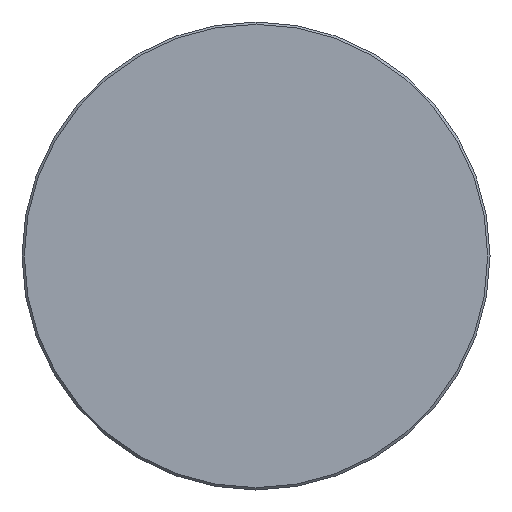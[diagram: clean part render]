
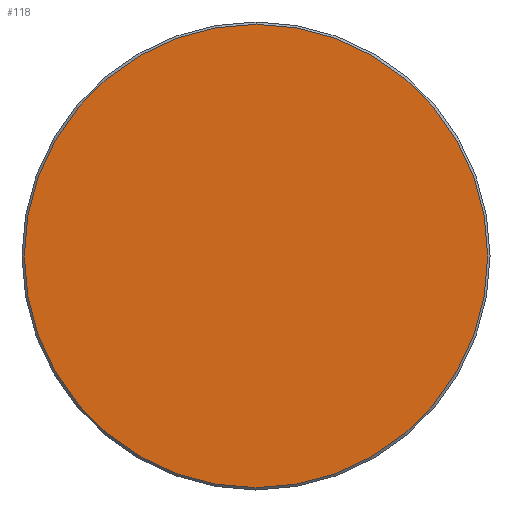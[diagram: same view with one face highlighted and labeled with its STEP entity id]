
A CAD part, left-side view. The second image highlights one B-rep face of the part: STEP entity #118.
In plain terms, the highlighted planar face has unit normal (-1, 0, 0).
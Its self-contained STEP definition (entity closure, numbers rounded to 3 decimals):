
#1 = CARTESIAN_POINT ( 'NONE',  ( -9.9, 0., 25.15 ) ) ;
#14 = AXIS2_PLACEMENT_3D ( 'NONE', #100, #152, #185 ) ;
#19 = DIRECTION ( 'NONE',  ( 0., 0., -1. ) ) ;
#43 = FACE_OUTER_BOUND ( 'NONE', #68, .T. ) ;
#47 = VERTEX_POINT ( 'NONE', #1 ) ;
#48 = CARTESIAN_POINT ( 'NONE',  ( -9.9, 0., 0. ) ) ;
#57 = AXIS2_PLACEMENT_3D ( 'NONE', #48, #240, #133 ) ;
#68 = EDGE_LOOP ( 'NONE', ( #83, #93 ) ) ;
#83 = ORIENTED_EDGE ( 'NONE', *, *, #141, .T. ) ;
#88 = VERTEX_POINT ( 'NONE', #94 ) ;
#93 = ORIENTED_EDGE ( 'NONE', *, *, #223, .T. ) ;
#94 = CARTESIAN_POINT ( 'NONE',  ( -9.9, 0., -25.15 ) ) ;
#100 = CARTESIAN_POINT ( 'NONE',  ( -9.9, 0., 0. ) ) ;
#118 = ADVANCED_FACE ( 'NONE', ( #43 ), #156, .F. ) ;
#133 = DIRECTION ( 'NONE',  ( 0., 0., -1. ) ) ;
#134 = CARTESIAN_POINT ( 'NONE',  ( -9.9, 0., 0. ) ) ;
#135 = DIRECTION ( 'NONE',  ( -1., 0., 0. ) ) ;
#141 = EDGE_CURVE ( 'NONE', #88, #47, #235, .T. ) ;
#152 = DIRECTION ( 'NONE',  ( -1., 0., 0. ) ) ;
#156 = PLANE ( 'NONE',  #57 ) ;
#185 = DIRECTION ( 'NONE',  ( 0., 0., -1. ) ) ;
#223 = EDGE_CURVE ( 'NONE', #47, #88, #275, .T. ) ;
#235 = CIRCLE ( 'NONE', #14, 25.15 ) ;
#240 = DIRECTION ( 'NONE',  ( 1., 0., 0. ) ) ;
#264 = AXIS2_PLACEMENT_3D ( 'NONE', #134, #135, #19 ) ;
#275 = CIRCLE ( 'NONE', #264, 25.15 ) ;
